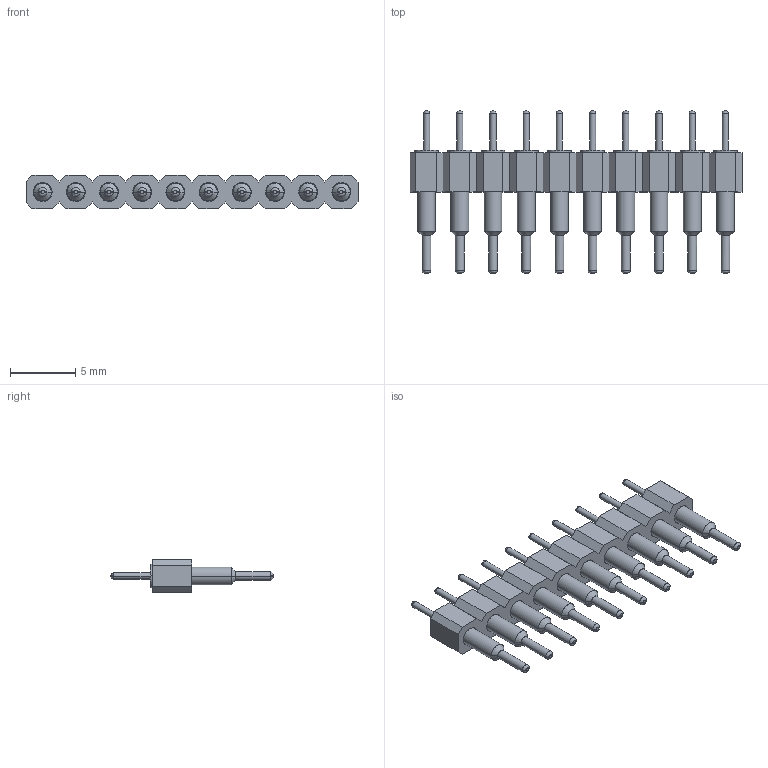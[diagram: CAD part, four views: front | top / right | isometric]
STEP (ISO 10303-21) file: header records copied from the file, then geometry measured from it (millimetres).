
FILE_DESCRIPTION( ('This file contains a STEP AP42 implementation' ,'as created by ZW3D STEP Interface translator.') ,'2;1' );
FILE_NAME( '3510-301XXSXX124X1.stp' ,'231012. 94211', (''), ('ZWCAD Software Co.'), 'Version 1.0', 'ZW3D to STEP translator', '' );
FILE_SCHEMA(('AUTOMOTIVE_DESIGN { 1 0 10303 214 1 1 1 1 }'));
Length unit declared in the file: millimetre
Products named in the file (2): 0; 3510-30120SXX124X1
Bounding box: 25.4 x 12.4 x 2.54 mm (x, y, z)
Volume: 238.6 mm3; surface area: 794.5 mm2
Topology: 1 solids, 11 shells, 404 faces, 886 edges, 524 vertices
Faces by surface type: bspline 240, plane 124, cone 40
Entity records: 23956 total; most frequent: CARTESIAN_POINT 17575, ORIENTED_EDGE 1732, EDGE_CURVE 866, B_SPLINE_CURVE_WITH_KNOTS 804, VERTEX_POINT 524, EDGE_LOOP 464, FACE_OUTER_BOUND 404, ADVANCED_FACE 404
